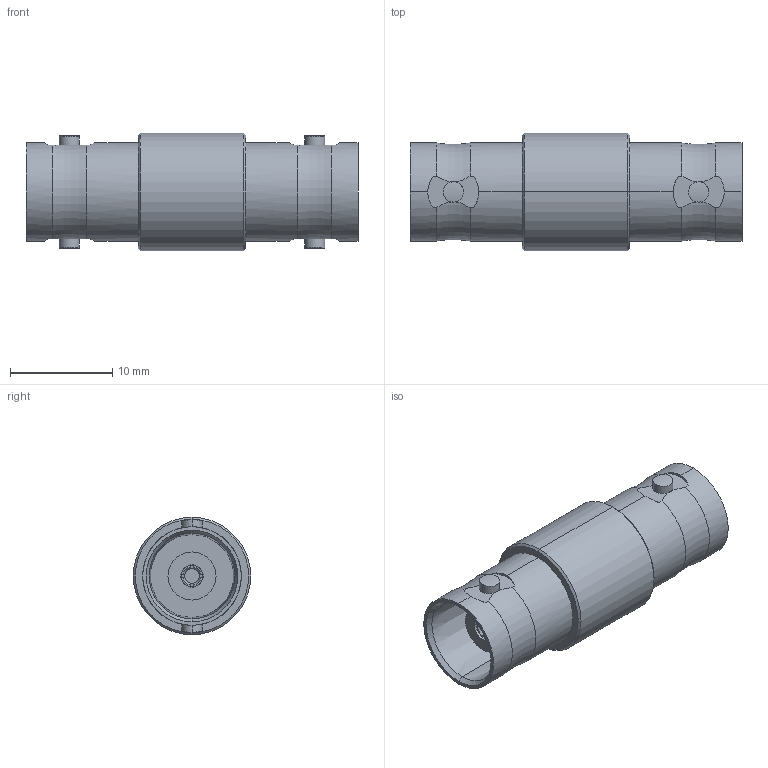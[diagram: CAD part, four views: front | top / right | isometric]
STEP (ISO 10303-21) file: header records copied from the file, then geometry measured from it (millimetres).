
FILE_DESCRIPTION((''),'2;1');
FILE_NAME('31-219-RFX','2020-07-17T15:45:17',('Clement'),(''),'CREO PARAMETRIC BY PTC INC, 2019444','CREO PARAMETRIC BY PTC INC, 2019444','');
FILE_SCHEMA(('CONFIG_CONTROL_DESIGN'));
Length unit declared in the file: millimetre
Products named in the file (1): 31-219-RFX
Bounding box: 32.5 x 11.5 x 11.5 mm (x, y, z)
Volume: 1925.8 mm3; surface area: 2023.9 mm2
Topology: 1 solids, 1 shells, 130 faces, 330 edges, 212 vertices
Faces by surface type: plane 60, cylinder 46, cone 20, torus 4
Entity records: 4340 total; most frequent: CARTESIAN_POINT 1160, DIRECTION 666, ORIENTED_EDGE 660, EDGE_CURVE 330, AXIS2_PLACEMENT_3D 270, VERTEX_POINT 212, EDGE_LOOP 140, CIRCLE 140
